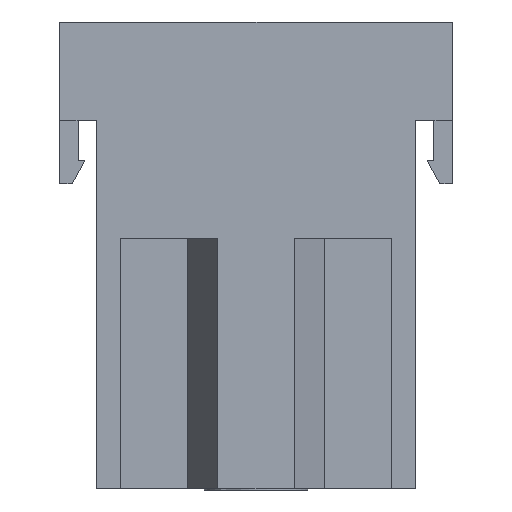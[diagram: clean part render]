
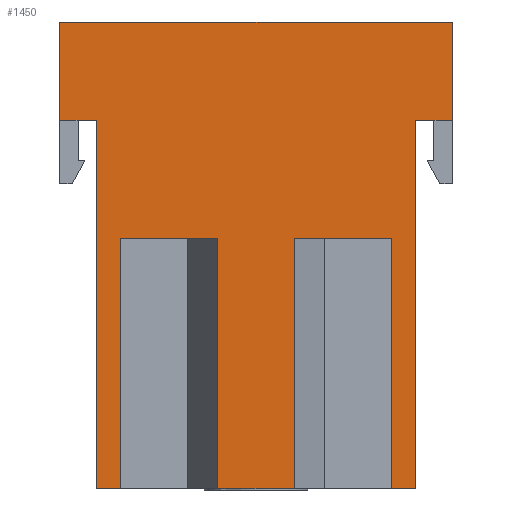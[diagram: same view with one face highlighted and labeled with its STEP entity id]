
A CAD part, front view. The second image highlights one B-rep face of the part: STEP entity #1450.
In plain terms, the highlighted planar face has unit normal (0, -1, 0).
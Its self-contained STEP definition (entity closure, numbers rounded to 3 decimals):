
#861=FACE_OUTER_BOUND('',#2473,.T.);
#1450=ADVANCED_FACE('',(#861),#1873,.F.);
#1873=PLANE('',#11304);
#2473=EDGE_LOOP('',(#6515,#6516,#6517,#6518,#6519,#6520,#6521,#6522,#6523,
#6524,#6525,#6526,#6527,#6528,#6529,#6530));
#3282=LINE('',#24824,#4229);
#3299=LINE('',#24858,#4246);
#3321=LINE('',#24900,#4268);
#3325=LINE('',#24908,#4272);
#3329=LINE('',#24916,#4276);
#3341=LINE('',#24940,#4288);
#3352=LINE('',#24960,#4299);
#3355=LINE('',#24966,#4302);
#3359=LINE('',#24974,#4306);
#3362=LINE('',#24980,#4309);
#3364=LINE('',#24984,#4311);
#3365=LINE('',#24986,#4312);
#3366=LINE('',#24987,#4313);
#3367=LINE('',#24988,#4314);
#3368=LINE('',#24989,#4315);
#3369=LINE('',#24991,#4316);
#4229=VECTOR('',#12359,1.);
#4246=VECTOR('',#12382,1.);
#4268=VECTOR('',#12410,1.);
#4272=VECTOR('',#12414,1.);
#4276=VECTOR('',#12418,1.);
#4288=VECTOR('',#12434,1.);
#4299=VECTOR('',#12451,1.);
#4302=VECTOR('',#12458,1.);
#4306=VECTOR('',#12464,1.);
#4309=VECTOR('',#12471,1.);
#4311=VECTOR('',#12475,1.);
#4312=VECTOR('',#12476,1.);
#4313=VECTOR('',#12477,1.);
#4314=VECTOR('',#12478,1.);
#4315=VECTOR('',#12479,1.);
#4316=VECTOR('',#12480,1.);
#6515=ORIENTED_EDGE('',*,*,#9838,.F.);
#6516=ORIENTED_EDGE('',*,*,#9921,.T.);
#6517=ORIENTED_EDGE('',*,*,#9922,.F.);
#6518=ORIENTED_EDGE('',*,*,#9855,.T.);
#6519=ORIENTED_EDGE('',*,*,#9886,.T.);
#6520=ORIENTED_EDGE('',*,*,#9909,.F.);
#6521=ORIENTED_EDGE('',*,*,#9923,.T.);
#6522=ORIENTED_EDGE('',*,*,#9912,.T.);
#6523=ORIENTED_EDGE('',*,*,#9882,.T.);
#6524=ORIENTED_EDGE('',*,*,#9916,.F.);
#6525=ORIENTED_EDGE('',*,*,#9924,.T.);
#6526=ORIENTED_EDGE('',*,*,#9919,.T.);
#6527=ORIENTED_EDGE('',*,*,#9878,.T.);
#6528=ORIENTED_EDGE('',*,*,#9898,.F.);
#6529=ORIENTED_EDGE('',*,*,#9925,.F.);
#6530=ORIENTED_EDGE('',*,*,#9926,.F.);
#8489=VERTEX_POINT('',#24823);
#8490=VERTEX_POINT('',#24825);
#8503=VERTEX_POINT('',#24857);
#8504=VERTEX_POINT('',#24859);
#8520=VERTEX_POINT('',#24899);
#8521=VERTEX_POINT('',#24901);
#8524=VERTEX_POINT('',#24907);
#8525=VERTEX_POINT('',#24909);
#8528=VERTEX_POINT('',#24915);
#8538=VERTEX_POINT('',#24939);
#8544=VERTEX_POINT('',#24959);
#8546=VERTEX_POINT('',#24967);
#8548=VERTEX_POINT('',#24973);
#8550=VERTEX_POINT('',#24981);
#8551=VERTEX_POINT('',#24985);
#8552=VERTEX_POINT('',#24990);
#9838=EDGE_CURVE('',#8489,#8490,#3282,.T.);
#9855=EDGE_CURVE('',#8504,#8503,#3299,.T.);
#9878=EDGE_CURVE('',#8521,#8520,#3321,.T.);
#9882=EDGE_CURVE('',#8525,#8524,#3325,.T.);
#9886=EDGE_CURVE('',#8503,#8528,#3329,.T.);
#9898=EDGE_CURVE('',#8538,#8520,#3341,.T.);
#9909=EDGE_CURVE('',#8544,#8528,#3352,.T.);
#9912=EDGE_CURVE('',#8546,#8525,#3355,.T.);
#9916=EDGE_CURVE('',#8548,#8524,#3359,.T.);
#9919=EDGE_CURVE('',#8550,#8521,#3362,.T.);
#9921=EDGE_CURVE('',#8489,#8551,#3364,.T.);
#9922=EDGE_CURVE('',#8504,#8551,#3365,.T.);
#9923=EDGE_CURVE('',#8544,#8546,#3366,.T.);
#9924=EDGE_CURVE('',#8548,#8550,#3367,.T.);
#9925=EDGE_CURVE('',#8552,#8538,#3368,.T.);
#9926=EDGE_CURVE('',#8490,#8552,#3369,.T.);
#11304=AXIS2_PLACEMENT_3D('',#24992,#12481,#12482);
#12359=DIRECTION('',(1.,0.,0.));
#12382=DIRECTION('',(0.,0.,-1.));
#12410=DIRECTION('',(1.,0.,0.));
#12414=DIRECTION('',(1.,0.,0.));
#12418=DIRECTION('',(1.,0.,0.));
#12434=DIRECTION('',(0.,0.,-1.));
#12451=DIRECTION('',(0.,0.,-1.));
#12458=DIRECTION('',(0.,0.,-1.));
#12464=DIRECTION('',(0.,0.,-1.));
#12471=DIRECTION('',(0.,0.,-1.));
#12475=DIRECTION('',(0.,0.,-1.));
#12476=DIRECTION('',(-1.,0.,0.));
#12477=DIRECTION('',(1.,0.,0.));
#12478=DIRECTION('',(1.,0.,0.));
#12479=DIRECTION('',(-1.,0.,0.));
#12480=DIRECTION('',(0.,0.,-1.));
#12481=DIRECTION('',(0.,1.,0.));
#12482=DIRECTION('',(0.,0.,-1.));
#24823=CARTESIAN_POINT('',(-17.,-5.7,40.4));
#24824=CARTESIAN_POINT('',(13.8,-5.7,40.4));
#24825=CARTESIAN_POINT('',(17.,-5.7,40.4));
#24857=CARTESIAN_POINT('',(-13.8,-5.7,0.));
#24858=CARTESIAN_POINT('',(-13.8,-5.7,21.7));
#24859=CARTESIAN_POINT('',(-13.8,-5.7,31.9));
#24899=CARTESIAN_POINT('',(13.8,-5.7,0.));
#24900=CARTESIAN_POINT('',(13.8,-5.7,0.));
#24901=CARTESIAN_POINT('',(11.7,-5.7,0.));
#24907=CARTESIAN_POINT('',(3.291,-5.7,0.));
#24908=CARTESIAN_POINT('',(-3.291,-5.7,0.));
#24909=CARTESIAN_POINT('',(-3.291,-5.7,0.));
#24915=CARTESIAN_POINT('',(-11.7,-5.7,0.));
#24916=CARTESIAN_POINT('',(-11.7,-5.7,0.));
#24939=CARTESIAN_POINT('',(13.8,-5.7,31.9));
#24940=CARTESIAN_POINT('',(13.8,-5.7,21.7));
#24959=CARTESIAN_POINT('',(-11.7,-5.7,21.7));
#24960=CARTESIAN_POINT('',(-11.7,-5.7,21.7));
#24966=CARTESIAN_POINT('',(-3.291,-5.7,21.7));
#24967=CARTESIAN_POINT('',(-3.291,-5.7,21.7));
#24973=CARTESIAN_POINT('',(3.291,-5.7,21.7));
#24974=CARTESIAN_POINT('',(3.291,-5.7,21.7));
#24980=CARTESIAN_POINT('',(11.7,-5.7,21.7));
#24981=CARTESIAN_POINT('',(11.7,-5.7,21.7));
#24984=CARTESIAN_POINT('',(-17.,-5.7,40.4));
#24985=CARTESIAN_POINT('',(-17.,-5.7,31.9));
#24986=CARTESIAN_POINT('',(17.,-5.7,31.9));
#24987=CARTESIAN_POINT('',(13.8,-5.7,21.7));
#24988=CARTESIAN_POINT('',(13.8,-5.7,21.7));
#24989=CARTESIAN_POINT('',(17.,-5.7,31.9));
#24990=CARTESIAN_POINT('',(17.,-5.7,31.9));
#24991=CARTESIAN_POINT('',(17.,-5.7,40.4));
#24992=CARTESIAN_POINT('',(13.8,-5.7,21.7));
